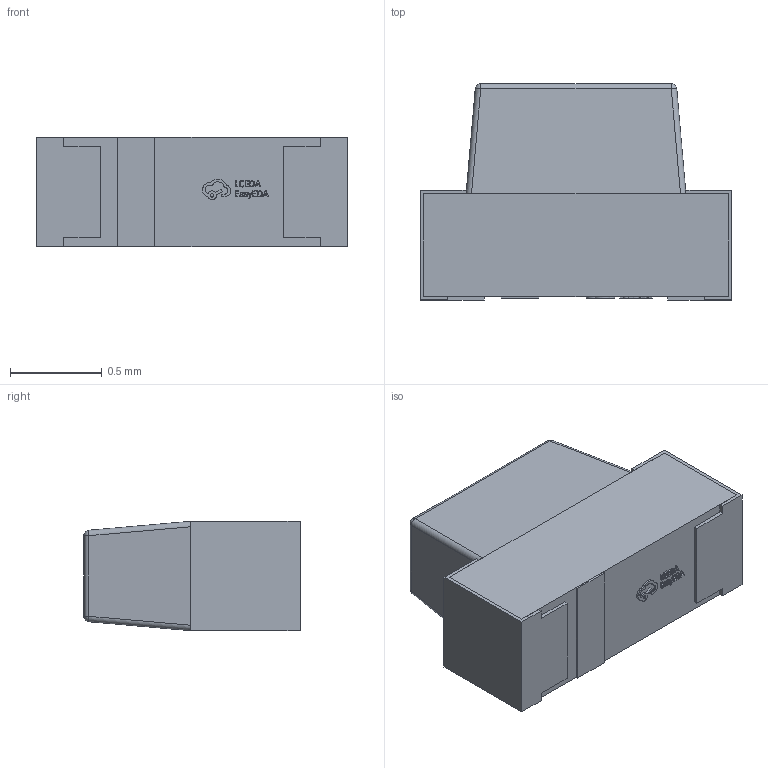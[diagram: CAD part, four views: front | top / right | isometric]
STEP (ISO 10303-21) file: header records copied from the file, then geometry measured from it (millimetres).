
FILE_DESCRIPTION (( 'STEP AP214' ), '1' );
FILE_NAME ('LED-SMD_L1.7-W1.1-R-RD_ORANGE.STEP', '2023-01-27T03:37:06', ( '' ), ( '' ), 'SwSTEP 2.0', 'SolidWorks 2020', '' );
FILE_SCHEMA (( 'AUTOMOTIVE_DESIGN' ));
Length unit declared in the file: millimetre
Products named in the file (1): LED-SMD_L1.7-W1.1-R-RD_ORANGE
Bounding box: 1.7 x 1.18 x 0.6 mm (x, y, z)
Volume: 1 mm3; surface area: 9.5 mm2
Topology: 4 solids, 4 shells, 282 faces, 753 edges, 494 vertices
Faces by surface type: plane 172, bspline 98, cylinder 8, sphere 4
Entity records: 12332 total; most frequent: CARTESIAN_POINT 2844, ORIENTED_EDGE 1498, DIRECTION 927, EDGE_CURVE 749, VECTOR 533, LINE 533, VERTEX_POINT 494, EDGE_LOOP 301
